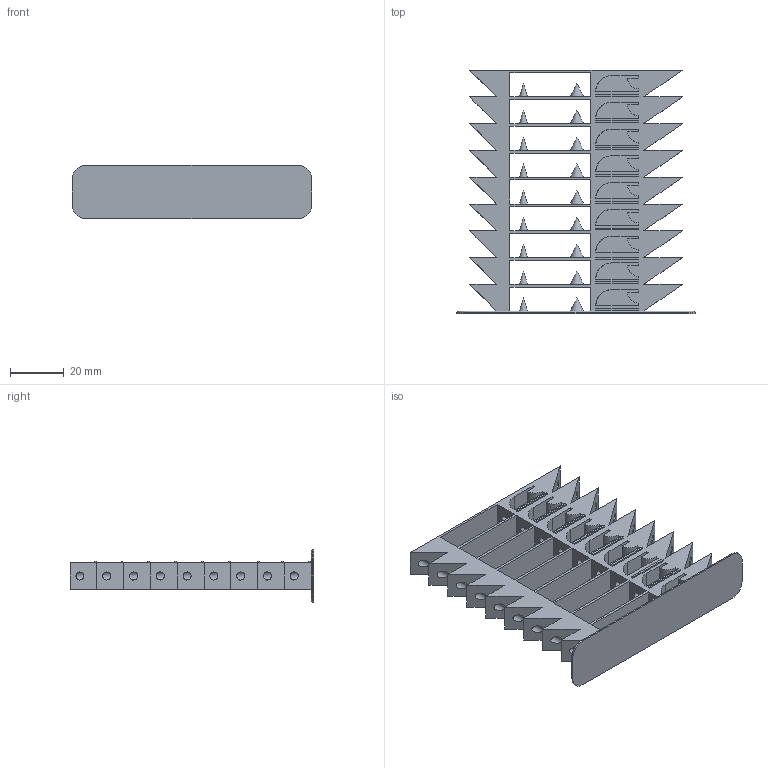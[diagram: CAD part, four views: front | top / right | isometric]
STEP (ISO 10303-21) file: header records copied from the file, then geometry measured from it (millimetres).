
FILE_DESCRIPTION(/* description */ (''),/* implementation_level */ '2;1');
FILE_NAME(/* name */ 'Tronnic''s All in One Temperature Tower/TemperatureTower.step',/* time_stamp */ '2019-08-07T17:39:46+02:00',/* author */ (''),/* organization */ (''),/* preprocessor_version */ 'ST-DEVELOPER v18',/* originating_system */ 'Autodesk Translation Framework v8.2.0.1029',/* authorisation */ '');
FILE_SCHEMA (('AUTOMOTIVE_DESIGN { 1 0 10303 214 3 1 1 }'));
Length unit declared in the file: millimetre
Products named in the file (1): Temperature Tower
Bounding box: 89.3 x 91 x 20 mm (x, y, z)
Volume: 31893.9 mm3; surface area: 28232.7 mm2
Topology: 1 solids, 1 shells, 969 faces, 2713 edges, 1809 vertices
Faces by surface type: bspline 552, plane 346, cylinder 49, cone 22
Full cylindrical faces by diameter (mm): 3 x27
Entity records: 36526 total; most frequent: CARTESIAN_POINT 15200, ORIENTED_EDGE 5390, EDGE_CURVE 2695, DIRECTION 2520, VERTEX_POINT 1809, LINE 1462, VECTOR 1462, B_SPLINE_CURVE_WITH_KNOTS 1122
